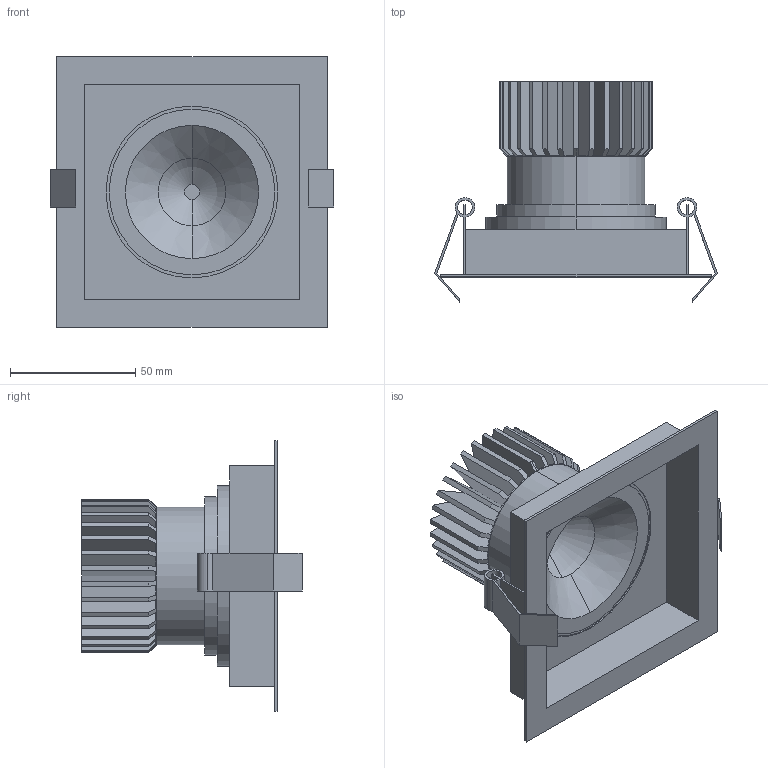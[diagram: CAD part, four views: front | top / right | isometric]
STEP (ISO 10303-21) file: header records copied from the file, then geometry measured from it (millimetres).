
FILE_DESCRIPTION (( 'STEP AP214' ), '1' );
FILE_NAME ('RADO 07 WH D45 4000K DALI.STEP', '2018-07-09T06:09:18', ( '' ), ( '' ), 'SwSTEP 2.0', 'SolidWorks 2013', '' );
FILE_SCHEMA (( 'AUTOMOTIVE_DESIGN' ));
Length unit declared in the file: millimetre
Products named in the file (1): RADO 07 WH D45 4000K DALI
Bounding box: 113.18 x 88 x 108 mm (x, y, z)
Volume: 115206.4 mm3; surface area: 90731.7 mm2
Topology: 1 solids, 1 shells, 204 faces, 568 edges, 377 vertices
Faces by surface type: plane 141, cylinder 57, cone 4, torus 2
Entity records: 8114 total; most frequent: CARTESIAN_POINT 1330, ORIENTED_EDGE 1136, DIRECTION 1075, EDGE_CURVE 568, VERTEX_POINT 377, AXIS2_PLACEMENT_3D 362, VECTOR 351, LINE 351
